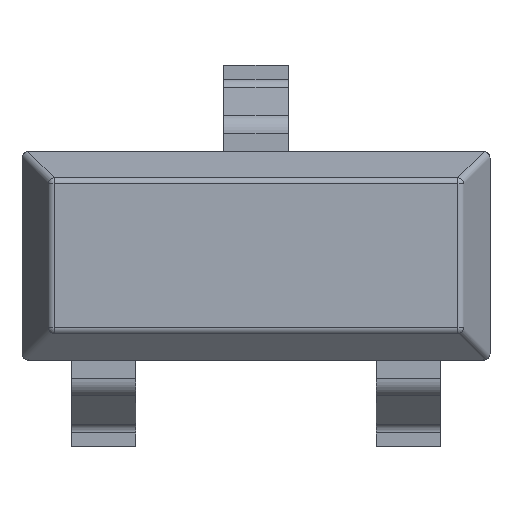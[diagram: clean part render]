
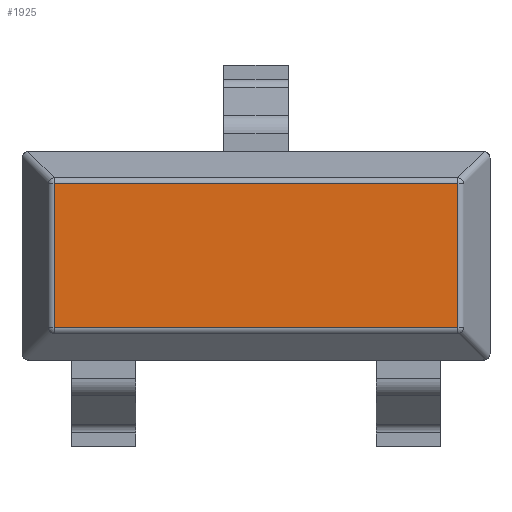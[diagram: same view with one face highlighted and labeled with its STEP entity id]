
A CAD part, top view. The second image highlights one B-rep face of the part: STEP entity #1925.
In plain terms, the highlighted planar face has unit normal (0, 0, 1).
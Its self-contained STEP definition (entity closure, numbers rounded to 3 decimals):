
#152=ORIENTED_EDGE('',*,*,#566,.T.);
#153=ORIENTED_EDGE('',*,*,#567,.T.);
#154=ORIENTED_EDGE('',*,*,#568,.T.);
#155=ORIENTED_EDGE('',*,*,#569,.T.);
#566=EDGE_CURVE('',#773,#774,#901,.F.);
#567=EDGE_CURVE('',#774,#775,#902,.F.);
#568=EDGE_CURVE('',#775,#776,#903,.F.);
#569=EDGE_CURVE('',#776,#773,#904,.F.);
#773=VERTEX_POINT('',#2650);
#774=VERTEX_POINT('',#2651);
#775=VERTEX_POINT('',#2653);
#776=VERTEX_POINT('',#2655);
#901=LINE('',#2649,#1036);
#902=LINE('',#2652,#1037);
#903=LINE('',#2654,#1038);
#904=LINE('',#2656,#1039);
#1036=VECTOR('',#2190,1000.);
#1037=VECTOR('',#2191,1000.);
#1038=VECTOR('',#2192,1000.);
#1039=VECTOR('',#2193,1000.);
#1153=EDGE_LOOP('',(#152,#153,#154,#155));
#1234=FACE_BOUND('',#1153,.T.);
#1315=PLANE('',#2011);
#1925=ADVANCED_FACE('',(#1234),#1315,.T.);
#2011=AXIS2_PLACEMENT_3D('',#2648,#2188,#2189);
#2188=DIRECTION('',(0.,0.,1.));
#2189=DIRECTION('',(1.,0.,0.));
#2190=DIRECTION('',(1.,0.,0.));
#2191=DIRECTION('',(0.,1.,0.));
#2192=DIRECTION('',(-1.,0.,0.));
#2193=DIRECTION('',(0.,-1.,0.));
#2648=CARTESIAN_POINT('',(0.,0.,0.475));
#2649=CARTESIAN_POINT('',(-1.286,0.45,0.475));
#2650=CARTESIAN_POINT('',(1.26,0.45,0.475));
#2651=CARTESIAN_POINT('',(-1.26,0.45,0.475));
#2652=CARTESIAN_POINT('',(-1.26,-0.476,0.475));
#2653=CARTESIAN_POINT('',(-1.26,-0.45,0.475));
#2654=CARTESIAN_POINT('',(1.286,-0.45,0.475));
#2655=CARTESIAN_POINT('',(1.26,-0.45,0.475));
#2656=CARTESIAN_POINT('',(1.26,0.476,0.475));
